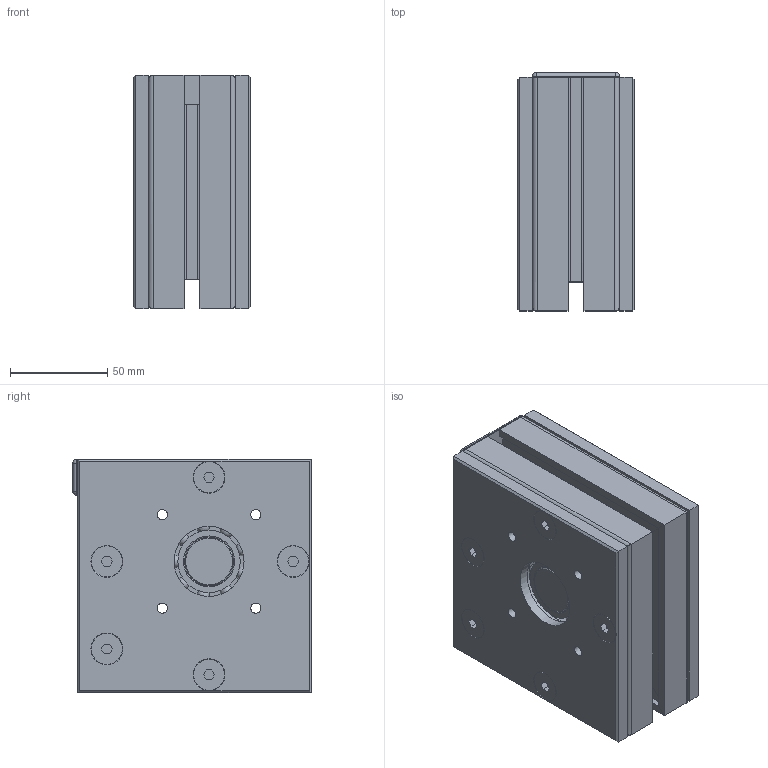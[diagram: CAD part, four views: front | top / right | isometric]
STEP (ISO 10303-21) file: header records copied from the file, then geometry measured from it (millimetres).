
FILE_DESCRIPTION((''),'2;1');
FILE_NAME('804516H.stp','2011-08-31T11:35:07',('jaroslavr'),(''),'Autodesk Inventor 2011','Autodesk Inventor 2011','');
FILE_SCHEMA(('AUTOMOTIVE_DESIGN { 1 0 10303 214 1 1 1 1 }'));
Length unit declared in the file: millimetre
Products named in the file (13): 804516H; 804516L; 804516P; DIN 625 SKF– s oboustranným zakrytím SKF 6005-2Z; 16AT10-Ř BO; 16AT10-Ř KR; DIN 7991 200820.4; Matice 45 210800; 101803; 221845_1 221845_1
Assembly tree (32 placements, depth 3):
  804516H
    804516L
    804516P
    DIN 625 SKF– s oboustranným zakrytím SKF 6005-2Z  x2
    16AT10-Ř BO
      16AT10-Ř BO
      16AT10-Ř KR  x2
    DIN 7991 200820.4  x10
    Matice 45 210800  x10
    101803
    101803
    101803
    221845_1 221845_1
Bounding box: 60 x 122.5 x 120 mm (x, y, z)
Volume: 447723 mm3; surface area: 190935.7 mm2
Topology: 31 solids, 31 shells, 722 faces, 1933 edges, 1261 vertices
Faces by surface type: plane 380, cylinder 220, torus 54, cone 46, sphere 22
Full cylindrical faces by diameter (mm): 5.2 x8, 6.647 x10, 8 x10, 8.4 x10, 16 x10, 25 x4, 32 x2, 32.04 x4, 36 x2, 39.96 x4, 47 x8, 60 x2
Entity records: 16148 total; most frequent: CARTESIAN_POINT 3542, DIRECTION 2624, ORIENTED_EDGE 2444, EDGE_CURVE 1222, AXIS2_PLACEMENT_3D 956, VERTEX_POINT 836, VECTOR 712, LINE 712
